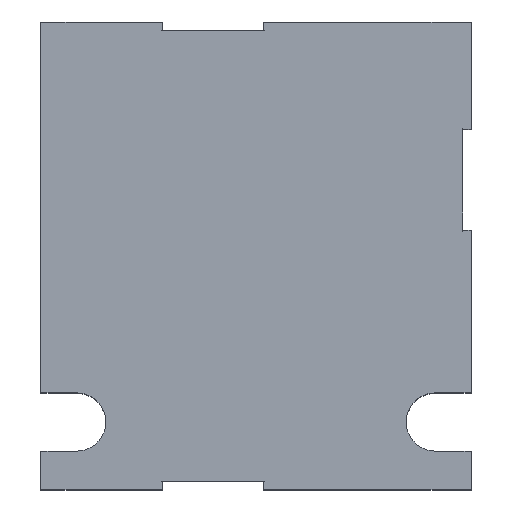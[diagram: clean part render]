
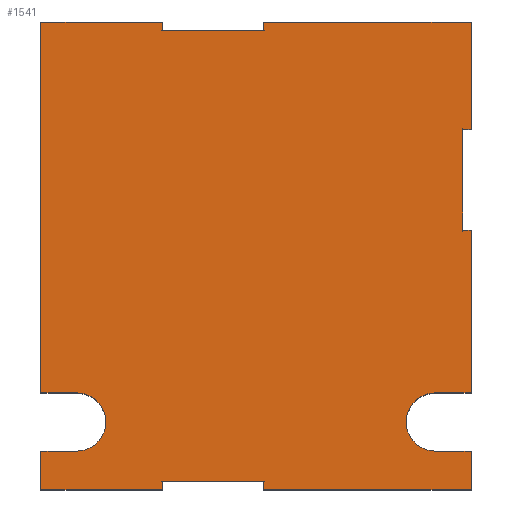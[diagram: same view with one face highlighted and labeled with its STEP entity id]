
A CAD part, top view. The second image highlights one B-rep face of the part: STEP entity #1541.
In plain terms, the highlighted planar face has unit normal (0, 0, 1).
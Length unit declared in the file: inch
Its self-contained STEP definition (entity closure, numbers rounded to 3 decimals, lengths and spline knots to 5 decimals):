
#137=CARTESIAN_POINT('',(0.02542,0.03,0.375));
#138=VERTEX_POINT('',#137);
#146=CARTESIAN_POINT('',(-0.32542,0.03,0.375));
#147=VERTEX_POINT('',#146);
#148=CARTESIAN_POINT('',(-0.32542,0.03,0.375));
#149=DIRECTION('',(1.0,0.0,0.0));
#150=VECTOR('',#149,0.35083);
#151=LINE('',#148,#150);
#152=EDGE_CURVE('',#147,#138,#151,.T.);
#303=CARTESIAN_POINT('',(-0.32542,0.0,0.375));
#304=VERTEX_POINT('',#303);
#305=CARTESIAN_POINT('',(-0.32542,0.0,0.375));
#306=DIRECTION('',(0.0,1.0,0.0));
#307=VECTOR('',#306,0.03);
#308=LINE('',#305,#307);
#309=EDGE_CURVE('',#304,#147,#308,.T.);
#334=CARTESIAN_POINT('',(0.02542,0.0,0.375));
#335=VERTEX_POINT('',#334);
#343=CARTESIAN_POINT('',(0.02542,0.03,0.375));
#344=DIRECTION('',(0.0,-1.0,0.0));
#345=VECTOR('',#344,0.03);
#346=LINE('',#343,#345);
#347=EDGE_CURVE('',#138,#335,#346,.T.);
#538=CARTESIAN_POINT('',(-0.75,0.0,0.375));
#539=VERTEX_POINT('',#538);
#540=CARTESIAN_POINT('',(-0.32542,0.0,0.375));
#541=DIRECTION('',(-1.0,0.0,0.0));
#542=VECTOR('',#541,0.42458);
#543=LINE('',#540,#542);
#544=EDGE_CURVE('',#304,#539,#543,.T.);
#609=CARTESIAN_POINT('',(0.72,0.90458,0.375));
#610=VERTEX_POINT('',#609);
#611=CARTESIAN_POINT('',(0.72,1.25542,0.375));
#612=VERTEX_POINT('',#611);
#613=CARTESIAN_POINT('',(0.72,0.90458,0.375));
#614=DIRECTION('',(0.0,1.0,0.0));
#615=VECTOR('',#614,0.35083);
#616=LINE('',#613,#615);
#617=EDGE_CURVE('',#610,#612,#616,.T.);
#767=CARTESIAN_POINT('',(0.75,0.90458,0.375));
#768=VERTEX_POINT('',#767);
#769=CARTESIAN_POINT('',(0.75,0.90458,0.375));
#770=DIRECTION('',(-1.0,0.0,0.0));
#771=VECTOR('',#770,0.03);
#772=LINE('',#769,#771);
#773=EDGE_CURVE('',#768,#610,#772,.T.);
#792=CARTESIAN_POINT('',(0.75,1.25542,0.375));
#793=VERTEX_POINT('',#792);
#794=CARTESIAN_POINT('',(0.72,1.25542,0.375));
#795=DIRECTION('',(1.0,0.0,0.0));
#796=VECTOR('',#795,0.03);
#797=LINE('',#794,#796);
#798=EDGE_CURVE('',#612,#793,#797,.T.);
#818=CARTESIAN_POINT('',(0.75,0.33722,0.375));
#819=VERTEX_POINT('',#818);
#820=CARTESIAN_POINT('',(0.75,0.90458,0.375));
#821=DIRECTION('',(0.0,-1.0,0.0));
#822=VECTOR('',#821,0.56737);
#823=LINE('',#820,#822);
#824=EDGE_CURVE('',#768,#819,#823,.T.);
#843=CARTESIAN_POINT('',(0.75,1.63,0.375));
#844=VERTEX_POINT('',#843);
#851=CARTESIAN_POINT('',(0.75,1.63,0.375));
#852=DIRECTION('',(0.0,-1.0,0.0));
#853=VECTOR('',#852,0.37458);
#854=LINE('',#851,#853);
#855=EDGE_CURVE('',#844,#793,#854,.T.);
#1192=CARTESIAN_POINT('',(0.02542,1.63,0.375));
#1193=VERTEX_POINT('',#1192);
#1194=CARTESIAN_POINT('',(0.02542,1.6,0.375));
#1195=VERTEX_POINT('',#1194);
#1196=CARTESIAN_POINT('',(0.02542,1.63,0.375));
#1197=DIRECTION('',(0.0,-1.0,0.0));
#1198=VECTOR('',#1197,0.03);
#1199=LINE('',#1196,#1198);
#1200=EDGE_CURVE('',#1193,#1195,#1199,.T.);
#1246=CARTESIAN_POINT('',(-0.32542,1.6,0.375));
#1247=VERTEX_POINT('',#1246);
#1248=CARTESIAN_POINT('',(-0.32542,1.63,0.375));
#1249=VERTEX_POINT('',#1248);
#1250=CARTESIAN_POINT('',(-0.32542,1.6,0.375));
#1251=DIRECTION('',(0.0,1.0,0.0));
#1252=VECTOR('',#1251,0.03);
#1253=LINE('',#1250,#1252);
#1254=EDGE_CURVE('',#1247,#1249,#1253,.T.);
#1279=CARTESIAN_POINT('',(0.02542,1.6,0.375));
#1280=DIRECTION('',(-1.0,0.0,0.0));
#1281=VECTOR('',#1280,0.35083);
#1282=LINE('',#1279,#1281);
#1283=EDGE_CURVE('',#1195,#1247,#1282,.T.);
#1300=CARTESIAN_POINT('',(0.02542,1.63,0.375));
#1301=DIRECTION('',(1.0,0.0,0.0));
#1302=VECTOR('',#1301,0.72458);
#1303=LINE('',#1300,#1302);
#1304=EDGE_CURVE('',#1193,#844,#1303,.T.);
#1318=CARTESIAN_POINT('',(-0.75,1.63,0.375));
#1319=VERTEX_POINT('',#1318);
#1326=CARTESIAN_POINT('',(-0.75,1.63,0.375));
#1327=DIRECTION('',(1.0,0.0,0.0));
#1328=VECTOR('',#1327,0.42458);
#1329=LINE('',#1326,#1328);
#1330=EDGE_CURVE('',#1319,#1249,#1329,.T.);
#1340=CARTESIAN_POINT('',(0.625,0.33722,0.375));
#1341=VERTEX_POINT('',#1340);
#1342=CARTESIAN_POINT('',(0.625,0.33722,0.375));
#1343=DIRECTION('',(1.0,0.0,0.0));
#1344=VECTOR('',#1343,0.125);
#1345=LINE('',#1342,#1344);
#1346=EDGE_CURVE('',#1341,#819,#1345,.T.);
#1364=CARTESIAN_POINT('',(0.625,0.13422,0.375));
#1365=VERTEX_POINT('',#1364);
#1366=CARTESIAN_POINT('',(0.625,0.23572,0.375));
#1367=DIRECTION('',(0.0,0.0,-1.0));
#1368=DIRECTION('',(0.0,1.0,0.0));
#1369=AXIS2_PLACEMENT_3D('',#1366,#1367,#1368);
#1370=CIRCLE('',#1369,0.1015);
#1371=EDGE_CURVE('',#1365,#1341,#1370,.T.);
#1389=CARTESIAN_POINT('',(0.75,0.13422,0.375));
#1390=VERTEX_POINT('',#1389);
#1391=CARTESIAN_POINT('',(0.75,0.13422,0.375));
#1392=DIRECTION('',(-1.0,0.0,0.0));
#1393=VECTOR('',#1392,0.125);
#1394=LINE('',#1391,#1393);
#1395=EDGE_CURVE('',#1390,#1365,#1394,.T.);
#1413=CARTESIAN_POINT('',(-0.625,0.13422,0.375));
#1414=VERTEX_POINT('',#1413);
#1415=CARTESIAN_POINT('',(-0.75,0.13422,0.375));
#1416=VERTEX_POINT('',#1415);
#1417=CARTESIAN_POINT('',(-0.625,0.13422,0.375));
#1418=DIRECTION('',(-1.0,0.0,0.0));
#1419=VECTOR('',#1418,0.125);
#1420=LINE('',#1417,#1419);
#1421=EDGE_CURVE('',#1414,#1416,#1420,.T.);
#1444=CARTESIAN_POINT('',(-0.625,0.33722,0.375));
#1445=VERTEX_POINT('',#1444);
#1446=CARTESIAN_POINT('',(-0.625,0.23572,0.375));
#1447=DIRECTION('',(0.0,0.0,-1.0));
#1448=DIRECTION('',(0.0,1.0,0.0));
#1449=AXIS2_PLACEMENT_3D('',#1446,#1447,#1448);
#1450=CIRCLE('',#1449,0.1015);
#1451=EDGE_CURVE('',#1445,#1414,#1450,.T.);
#1469=CARTESIAN_POINT('',(-0.75,0.33722,0.375));
#1470=VERTEX_POINT('',#1469);
#1471=CARTESIAN_POINT('',(-0.75,0.33722,0.375));
#1472=DIRECTION('',(1.0,0.0,0.0));
#1473=VECTOR('',#1472,0.125);
#1474=LINE('',#1471,#1473);
#1475=EDGE_CURVE('',#1470,#1445,#1474,.T.);
#1488=CARTESIAN_POINT('',(0.0,0.815,0.375));
#1489=DIRECTION('',(0.0,0.0,1.0));
#1490=DIRECTION('',(1.0,0.0,0.0));
#1491=AXIS2_PLACEMENT_3D('',#1488,#1489,#1490);
#1492=PLANE('',#1491);
#1493=ORIENTED_EDGE('',*,*,#347,.T.);
#1494=CARTESIAN_POINT('',(0.75,0.0,0.375));
#1495=VERTEX_POINT('',#1494);
#1496=CARTESIAN_POINT('',(0.75,0.0,0.375));
#1497=DIRECTION('',(-1.0,0.0,0.0));
#1498=VECTOR('',#1497,0.72458);
#1499=LINE('',#1496,#1498);
#1500=EDGE_CURVE('',#1495,#335,#1499,.T.);
#1501=ORIENTED_EDGE('',*,*,#1500,.F.);
#1502=CARTESIAN_POINT('',(0.75,0.13422,0.375));
#1503=DIRECTION('',(0.0,-1.0,0.0));
#1504=VECTOR('',#1503,0.13422);
#1505=LINE('',#1502,#1504);
#1506=EDGE_CURVE('',#1390,#1495,#1505,.T.);
#1507=ORIENTED_EDGE('',*,*,#1506,.F.);
#1508=ORIENTED_EDGE('',*,*,#1395,.T.);
#1509=ORIENTED_EDGE('',*,*,#1371,.T.);
#1510=ORIENTED_EDGE('',*,*,#1346,.T.);
#1511=ORIENTED_EDGE('',*,*,#824,.F.);
#1512=ORIENTED_EDGE('',*,*,#773,.T.);
#1513=ORIENTED_EDGE('',*,*,#617,.T.);
#1514=ORIENTED_EDGE('',*,*,#798,.T.);
#1515=ORIENTED_EDGE('',*,*,#855,.F.);
#1516=ORIENTED_EDGE('',*,*,#1304,.F.);
#1517=ORIENTED_EDGE('',*,*,#1200,.T.);
#1518=ORIENTED_EDGE('',*,*,#1283,.T.);
#1519=ORIENTED_EDGE('',*,*,#1254,.T.);
#1520=ORIENTED_EDGE('',*,*,#1330,.F.);
#1521=CARTESIAN_POINT('',(-0.75,0.33722,0.375));
#1522=DIRECTION('',(0.0,1.0,0.0));
#1523=VECTOR('',#1522,1.29278);
#1524=LINE('',#1521,#1523);
#1525=EDGE_CURVE('',#1470,#1319,#1524,.T.);
#1526=ORIENTED_EDGE('',*,*,#1525,.F.);
#1527=ORIENTED_EDGE('',*,*,#1475,.T.);
#1528=ORIENTED_EDGE('',*,*,#1451,.T.);
#1529=ORIENTED_EDGE('',*,*,#1421,.T.);
#1530=CARTESIAN_POINT('',(-0.75,0.0,0.375));
#1531=DIRECTION('',(0.0,1.0,0.0));
#1532=VECTOR('',#1531,0.13422);
#1533=LINE('',#1530,#1532);
#1534=EDGE_CURVE('',#539,#1416,#1533,.T.);
#1535=ORIENTED_EDGE('',*,*,#1534,.F.);
#1536=ORIENTED_EDGE('',*,*,#544,.F.);
#1537=ORIENTED_EDGE('',*,*,#309,.T.);
#1538=ORIENTED_EDGE('',*,*,#152,.T.);
#1539=EDGE_LOOP('',(#1493,#1501,#1507,#1508,#1509,#1510,#1511,#1512,#1513,#1514,#1515,#1516,#1517,#1518,#1519,#1520,#1526,#1527,#1528,#1529,#1535,#1536,#1537,#1538));
#1540=FACE_OUTER_BOUND('',#1539,.T.);
#1541=ADVANCED_FACE('',(#1540),#1492,.T.);
